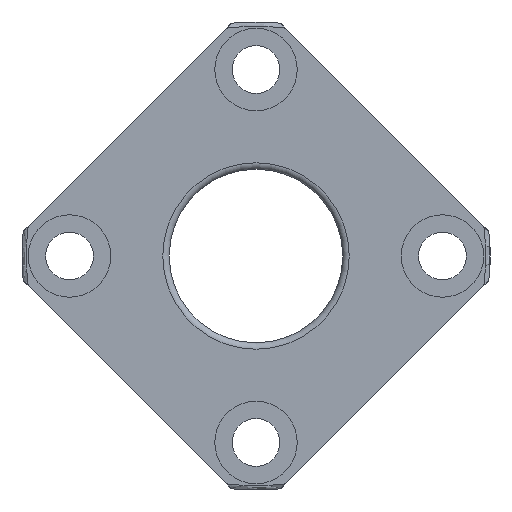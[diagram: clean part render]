
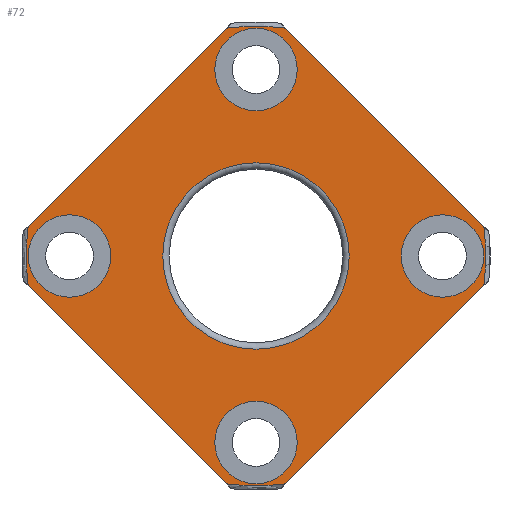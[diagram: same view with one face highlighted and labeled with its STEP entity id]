
A CAD part, left-side view. The second image highlights one B-rep face of the part: STEP entity #72.
In plain terms, the highlighted planar face has unit normal (-1, 0, 0).
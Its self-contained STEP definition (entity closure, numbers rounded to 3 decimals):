
#72 = ADVANCED_FACE( '', ( #174, #175, #176, #177, #178, #179 ), #180, .T. );
#174 = FACE_BOUND( '', #317, .T. );
#175 = FACE_BOUND( '', #318, .T. );
#176 = FACE_OUTER_BOUND( '', #319, .T. );
#177 = FACE_BOUND( '', #320, .T. );
#178 = FACE_BOUND( '', #321, .T. );
#179 = FACE_BOUND( '', #322, .T. );
#180 = PLANE( '', #323 );
#317 = EDGE_LOOP( '', ( #482 ) );
#318 = EDGE_LOOP( '', ( #483 ) );
#319 = EDGE_LOOP( '', ( #484, #485, #486, #487, #488, #489, #490, #491 ) );
#320 = EDGE_LOOP( '', ( #492 ) );
#321 = EDGE_LOOP( '', ( #493 ) );
#322 = EDGE_LOOP( '', ( #494 ) );
#323 = AXIS2_PLACEMENT_3D( '', #495, #496, #497 );
#482 = ORIENTED_EDGE( '', *, *, #749, .T. );
#483 = ORIENTED_EDGE( '', *, *, #750, .T. );
#484 = ORIENTED_EDGE( '', *, *, #751, .F. );
#485 = ORIENTED_EDGE( '', *, *, #752, .F. );
#486 = ORIENTED_EDGE( '', *, *, #753, .F. );
#487 = ORIENTED_EDGE( '', *, *, #739, .F. );
#488 = ORIENTED_EDGE( '', *, *, #754, .F. );
#489 = ORIENTED_EDGE( '', *, *, #744, .F. );
#490 = ORIENTED_EDGE( '', *, *, #755, .F. );
#491 = ORIENTED_EDGE( '', *, *, #756, .F. );
#492 = ORIENTED_EDGE( '', *, *, #757, .T. );
#493 = ORIENTED_EDGE( '', *, *, #758, .T. );
#494 = ORIENTED_EDGE( '', *, *, #747, .T. );
#495 = CARTESIAN_POINT( '', ( 0., 26.5, 0. ) );
#496 = DIRECTION( '', ( -1., 0., 0. ) );
#497 = DIRECTION( '', ( 0., 0., 1. ) );
#739 = EDGE_CURVE( '', #865, #861, #867, .T. );
#744 = EDGE_CURVE( '', #874, #870, #876, .T. );
#747 = EDGE_CURVE( '', #880, #880, #881, .T. );
#749 = EDGE_CURVE( '', #883, #883, #884, .T. );
#750 = EDGE_CURVE( '', #885, #885, #886, .F. );
#751 = EDGE_CURVE( '', #887, #888, #889, .T. );
#752 = EDGE_CURVE( '', #890, #887, #891, .T. );
#753 = EDGE_CURVE( '', #861, #890, #892, .T. );
#754 = EDGE_CURVE( '', #870, #865, #893, .T. );
#755 = EDGE_CURVE( '', #894, #874, #895, .T. );
#756 = EDGE_CURVE( '', #888, #894, #896, .T. );
#757 = EDGE_CURVE( '', #897, #897, #898, .T. );
#758 = EDGE_CURVE( '', #899, #899, #900, .T. );
#861 = VERTEX_POINT( '', #1043 );
#865 = VERTEX_POINT( '', #1056 );
#867 = CIRCLE( '', #1065, 26.5 );
#870 = VERTEX_POINT( '', #1068 );
#874 = VERTEX_POINT( '', #1081 );
#876 = CIRCLE( '', #1090, 26.5 );
#880 = VERTEX_POINT( '', #1094 );
#881 = CIRCLE( '', #1095, 4.75 );
#883 = VERTEX_POINT( '', #1097 );
#884 = CIRCLE( '', #1098, 10.75 );
#885 = VERTEX_POINT( '', #1099 );
#886 = CIRCLE( '', #1100, 4.75 );
#887 = VERTEX_POINT( '', #1101 );
#888 = VERTEX_POINT( '', #1102 );
#889 = LINE( '', #1103, #1104 );
#890 = VERTEX_POINT( '', #1105 );
#891 = CIRCLE( '', #1106, 26.5 );
#892 = LINE( '', #1107, #1108 );
#893 = LINE( '', #1109, #1110 );
#894 = VERTEX_POINT( '', #1111 );
#895 = LINE( '', #1112, #1113 );
#896 = CIRCLE( '', #1114, 26.5 );
#897 = VERTEX_POINT( '', #1115 );
#898 = CIRCLE( '', #1116, 4.75 );
#899 = VERTEX_POINT( '', #1117 );
#900 = CIRCLE( '', #1118, 4.75 );
#1043 = CARTESIAN_POINT( '', ( 0., 3.42, -26.278 ) );
#1056 = CARTESIAN_POINT( '', ( 0., -3.42, -26.278 ) );
#1065 = AXIS2_PLACEMENT_3D( '', #1332, #1333, #1334 );
#1068 = CARTESIAN_POINT( '', ( 0., -26.278, -3.42 ) );
#1081 = CARTESIAN_POINT( '', ( 0., -26.278, 3.42 ) );
#1090 = AXIS2_PLACEMENT_3D( '', #1338, #1339, #1340 );
#1094 = CARTESIAN_POINT( '', ( 0., 0., 16.75 ) );
#1095 = AXIS2_PLACEMENT_3D( '', #1344, #1345, #1346 );
#1097 = CARTESIAN_POINT( '', ( 0., 0., -10.75 ) );
#1098 = AXIS2_PLACEMENT_3D( '', #1347, #1348, #1349 );
#1099 = CARTESIAN_POINT( '', ( 0., 21.5, 4.75 ) );
#1100 = AXIS2_PLACEMENT_3D( '', #1350, #1351, #1352 );
#1101 = CARTESIAN_POINT( '', ( 0., 26.278, 3.42 ) );
#1102 = CARTESIAN_POINT( '', ( 0., 3.42, 26.278 ) );
#1103 = CARTESIAN_POINT( '', ( 0., 29.698, 0. ) );
#1104 = VECTOR( '', #1353, 1000. );
#1105 = CARTESIAN_POINT( '', ( 0., 26.278, -3.42 ) );
#1106 = AXIS2_PLACEMENT_3D( '', #1354, #1355, #1356 );
#1107 = CARTESIAN_POINT( '', ( 0., 0., -29.698 ) );
#1108 = VECTOR( '', #1357, 1000. );
#1109 = CARTESIAN_POINT( '', ( 0., -29.698, 0. ) );
#1110 = VECTOR( '', #1358, 1000. );
#1111 = CARTESIAN_POINT( '', ( 0., -3.42, 26.278 ) );
#1112 = CARTESIAN_POINT( '', ( 0., 0., 29.698 ) );
#1113 = VECTOR( '', #1359, 1000. );
#1114 = AXIS2_PLACEMENT_3D( '', #1360, #1361, #1362 );
#1115 = CARTESIAN_POINT( '', ( 0., 0., -26.25 ) );
#1116 = AXIS2_PLACEMENT_3D( '', #1363, #1364, #1365 );
#1117 = CARTESIAN_POINT( '', ( 0., -21.5, -4.75 ) );
#1118 = AXIS2_PLACEMENT_3D( '', #1366, #1367, #1368 );
#1332 = CARTESIAN_POINT( '', ( 0., 0., 0. ) );
#1333 = DIRECTION( '', ( 1., 0., 0. ) );
#1334 = DIRECTION( '', ( 0., 0., -1. ) );
#1338 = CARTESIAN_POINT( '', ( 0., 0., 0. ) );
#1339 = DIRECTION( '', ( 1., 0., 0. ) );
#1340 = DIRECTION( '', ( 0., 0., -1. ) );
#1344 = CARTESIAN_POINT( '', ( 0., 0., 21.5 ) );
#1345 = DIRECTION( '', ( 1., 0., 0. ) );
#1346 = DIRECTION( '', ( 0., 0., -1. ) );
#1347 = CARTESIAN_POINT( '', ( 0., 0., 0. ) );
#1348 = DIRECTION( '', ( 1., 0., 0. ) );
#1349 = DIRECTION( '', ( 0., 0., -1. ) );
#1350 = CARTESIAN_POINT( '', ( 0., 21.5, 0. ) );
#1351 = DIRECTION( '', ( -1., 0., 0. ) );
#1352 = DIRECTION( '', ( 0., 0., 1. ) );
#1353 = DIRECTION( '', ( 0., -0.707, 0.707 ) );
#1354 = CARTESIAN_POINT( '', ( 0., 0., 0. ) );
#1355 = DIRECTION( '', ( 1., 0., 0. ) );
#1356 = DIRECTION( '', ( 0., 0., -1. ) );
#1357 = DIRECTION( '', ( 0., 0.707, 0.707 ) );
#1358 = DIRECTION( '', ( 0., 0.707, -0.707 ) );
#1359 = DIRECTION( '', ( 0., -0.707, -0.707 ) );
#1360 = CARTESIAN_POINT( '', ( 0., 0., 0. ) );
#1361 = DIRECTION( '', ( 1., 0., 0. ) );
#1362 = DIRECTION( '', ( 0., 0., -1. ) );
#1363 = CARTESIAN_POINT( '', ( 0., 0., -21.5 ) );
#1364 = DIRECTION( '', ( 1., 0., 0. ) );
#1365 = DIRECTION( '', ( 0., 0., -1. ) );
#1366 = CARTESIAN_POINT( '', ( 0., -21.5, 0. ) );
#1367 = DIRECTION( '', ( 1., 0., 0. ) );
#1368 = DIRECTION( '', ( 0., 0., -1. ) );
